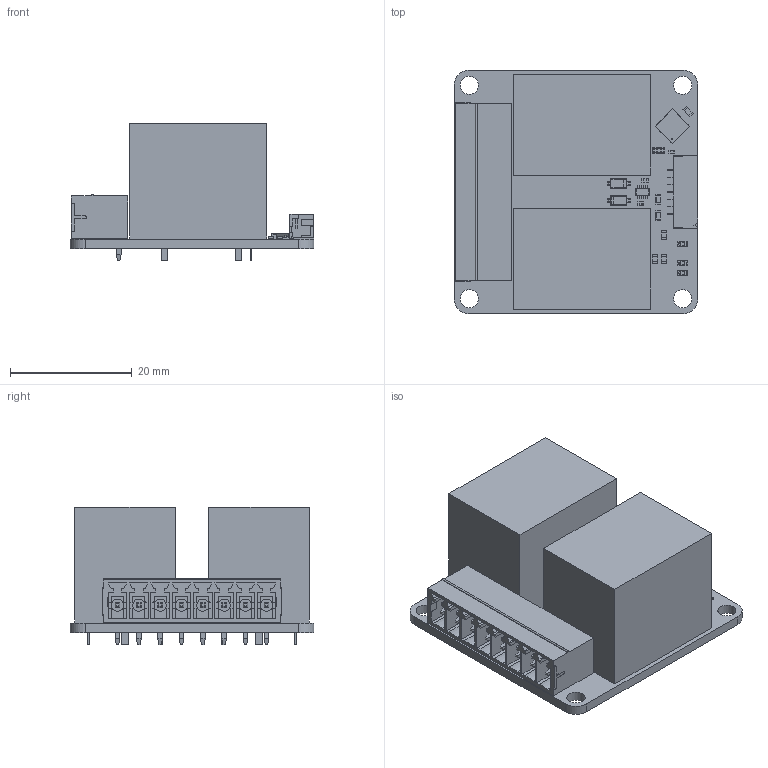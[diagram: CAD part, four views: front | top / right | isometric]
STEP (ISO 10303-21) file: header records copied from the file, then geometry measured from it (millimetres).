
FILE_DESCRIPTION(('FreeCAD Model'),'2;1');
FILE_NAME('dual-relay.step','2018-04-16T15:18:34',('kicad StepUp'),('ksu MCAD'), 'Open CASCADE STEP processor 6.8','FreeCAD','Unknown');
FILE_SCHEMA(('AUTOMOTIVE_DESIGN_CC2 { 1 2 10303 214 -1 1 5 4 }'));
Length unit declared in the file: millimetre
Products named in the file (22): Pcb; R_0402_; C_0603_; C_0603_001; D_0603_blue_; D_0603_blue_001; D_0603_blue_002; BrickletConn_7pin_; R_0603_; R_0603_001; Cut_; QFN-24_4x4mm_Pitch0.5mm_; C_0402_; 8er_Phoenix_Buchse_; SOD-123_; SOD-123_001; R_0603_002; C_0603_002; SOT-363_; R_0402_001; G5LE-1-Relay_; G5LE-1-Relay_001
Bounding box: 40 x 40 x 22.57 mm (x, y, z)
Volume: 17608.2 mm3; surface area: 11484 mm2
Topology: 25 solids, 25 shells, 1975 faces, 5478 edges, 3542 vertices
Faces by surface type: plane 1636, cylinder 315, sphere 24
Full cylindrical faces by diameter (mm): 1.3 x10, 1.4 x8, 2 x8, 3 x4
Entity records: 75825 total; most frequent: CARTESIAN_POINT 11056, ORIENTED_EDGE 10908, DIRECTION 9992, EDGE_CURVE 5454, LINE 4812, VECTOR 4812, VERTEX_POINT 3542, AXIS2_PLACEMENT_3D 2590
